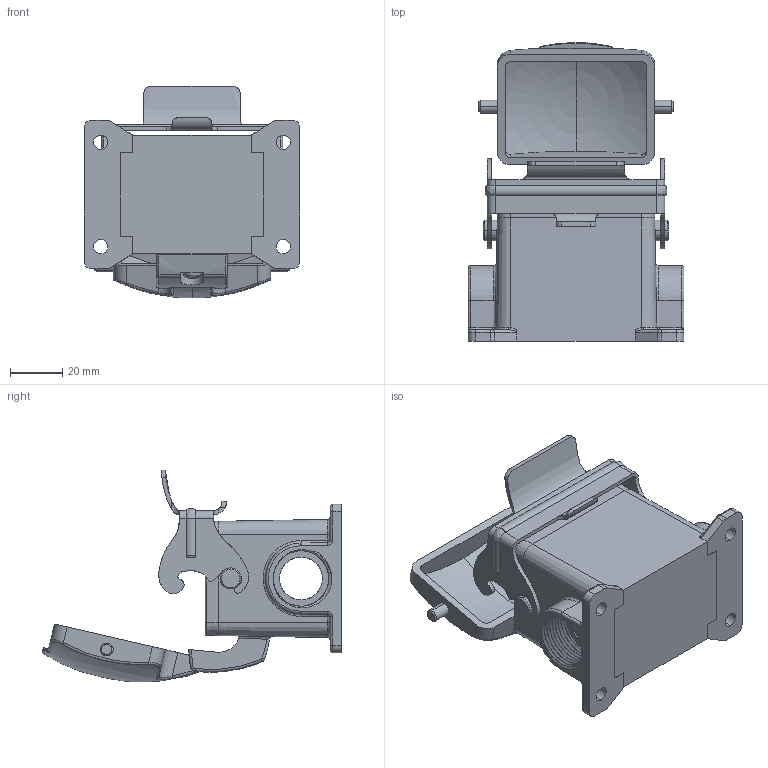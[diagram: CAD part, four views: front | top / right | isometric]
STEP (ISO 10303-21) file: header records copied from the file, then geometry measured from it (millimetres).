
FILE_DESCRIPTION (( 'STEP AP214' ), '1' );
FILE_NAME ('ZP-MC06B-2-SSM16C.step', '2015-08-12T18:06:04', ( '' ), ( '' ), 'SwSTEP 2.0', 'SolidWorks 2014', '' );
FILE_SCHEMA (( 'AUTOMOTIVE_DESIGN' ));
Length unit declared in the file: millimetre
Products named in the file (1): ZP-MC06B-2-SSM16C
Bounding box: 82.68 x 114.5 x 81.13 mm (x, y, z)
Volume: 84012.7 mm3; surface area: 49950.2 mm2
Topology: 3 solids, 3 shells, 412 faces, 1055 edges, 653 vertices
Faces by surface type: cylinder 158, plane 139, bspline 50, torus 41, cone 20, sphere 4
Entity records: 20776 total; most frequent: CARTESIAN_POINT 8242, ORIENTED_EDGE 2092, DIRECTION 1807, EDGE_CURVE 1046, AXIS2_PLACEMENT_3D 668, VERTEX_POINT 653, LINE 471, VECTOR 471
